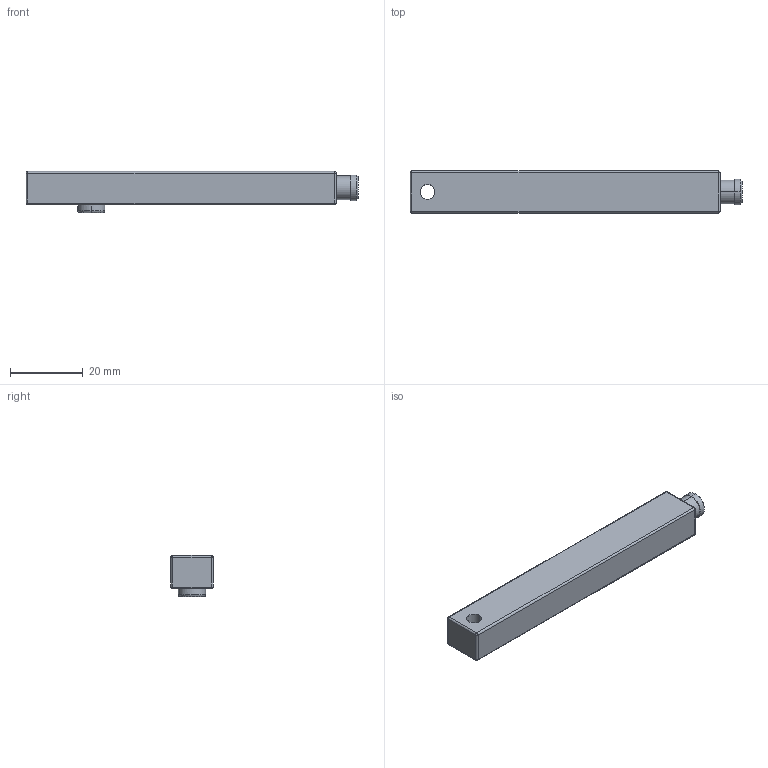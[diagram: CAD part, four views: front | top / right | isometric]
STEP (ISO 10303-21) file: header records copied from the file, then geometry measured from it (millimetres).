
FILE_DESCRIPTION((''),'2;1');
FILE_NAME('CAD-0794A','2020-03-20T10:57:40',('creinig-se'),(''),'CREO PARAMETRIC BY PTC INC, 2019292','CREO PARAMETRIC BY PTC INC, 2019292','');
FILE_SCHEMA(('CONFIG_CONTROL_DESIGN','SHAPE_APPEARANCE_LAYERS_GROUPS'));
Length unit declared in the file: millimetre
Products named in the file (1): CAD-0794A
Bounding box: 91.2 x 11.6 x 11.3 mm (x, y, z)
Volume: 9233 mm3; surface area: 3941.8 mm2
Topology: 1 solids, 1 shells, 43 faces, 104 edges, 65 vertices
Faces by surface type: cylinder 22, plane 9, sphere 8, cone 2, torus 2
Entity records: 1679 total; most frequent: DIRECTION 234, CARTESIAN_POINT 188, ORIENTED_EDGE 172, PRESENTATION_STYLE_ASSIGNMENT 116, STYLED_ITEM 106, CURVE_STYLE 101, AXIS2_PLACEMENT_3D 94, EDGE_CURVE 86
